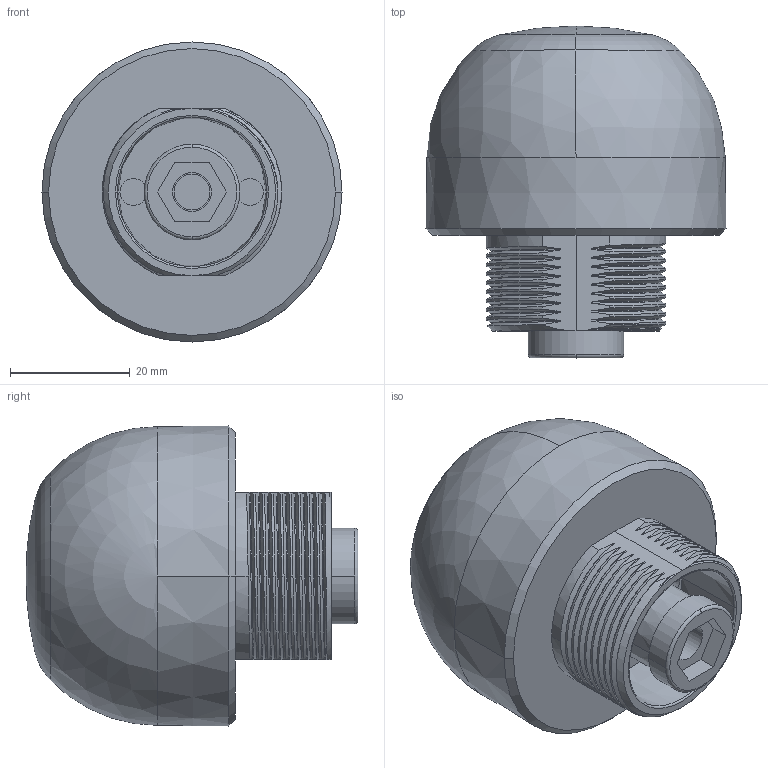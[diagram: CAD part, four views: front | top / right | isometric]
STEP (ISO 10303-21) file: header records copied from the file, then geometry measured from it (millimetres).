
FILE_DESCRIPTION(('FreeCAD Model'),'2;1');
FILE_NAME('Open CASCADE Shape Model','2023-03-28T10:57:59',('Author'),( ''),'Open CASCADE STEP processor 7.6','FreeCAD','Unknown');
FILE_SCHEMA(('AUTOMOTIVE_DESIGN { 1 0 10303 214 1 1 1 1 }'));
Length unit declared in the file: millimetre
Products named in the file (1): HL50-____-XM
Bounding box: 50.21 x 55.55 x 50.21 mm (x, y, z)
Volume: 63386.3 mm3; surface area: 14029.1 mm2
Topology: 1 solids, 4 shells, 247 faces, 703 edges, 457 vertices
Faces by surface type: cylinder 76, bspline 71, plane 70, cone 16, torus 10, sphere 4
Entity records: 58133 total; most frequent: CARTESIAN_POINT 46105, DIRECTION 1667, ORIENTED_EDGE 1384, PCURVE 1384, DEFINITIONAL_REPRESENTATION 1384, LINE 927, VECTOR 927, B_SPLINE_CURVE_WITH_KNOTS 851
